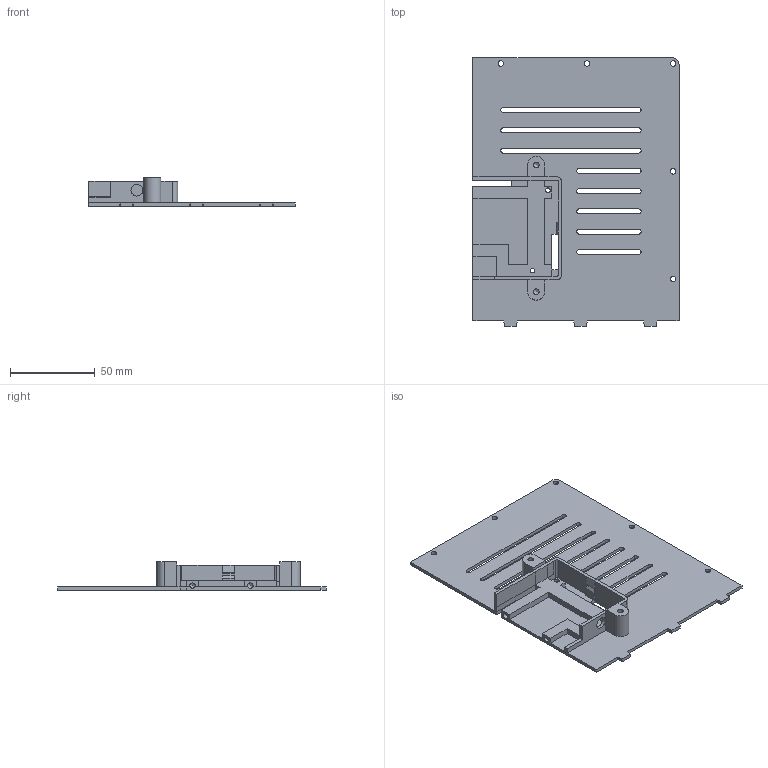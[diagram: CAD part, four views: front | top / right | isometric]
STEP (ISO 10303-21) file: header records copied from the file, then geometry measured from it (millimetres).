
FILE_DESCRIPTION(('FreeCAD Model'),'2;1');
FILE_NAME('Open CASCADE Shape Model','2021-10-21T10:44:16',('Author'),( ''),'Open CASCADE STEP processor 7.5','FreeCAD','Unknown');
FILE_SCHEMA(('AUTOMOTIVE_DESIGN { 1 0 10303 214 1 1 1 1 }'));
Length unit declared in the file: millimetre
Products named in the file (1): Back_Left
Bounding box: 122 x 159 x 17 mm (x, y, z)
Volume: 45863 mm3; surface area: 44474.4 mm2
Topology: 1 solids, 1 shells, 158 faces, 429 edges, 274 vertices
Faces by surface type: plane 111, cylinder 39, cone 8
Full cylindrical faces by diameter (mm): 2.7 x2, 3.2 x2, 3.3 x7, 6 x4, 7 x1
Entity records: 10662 total; most frequent: CARTESIAN_POINT 2020, DIRECTION 1627, LINE 1111, VECTOR 1111, ORIENTED_EDGE 850, PCURVE 850, DEFINITIONAL_REPRESENTATION 850, EDGE_CURVE 425
